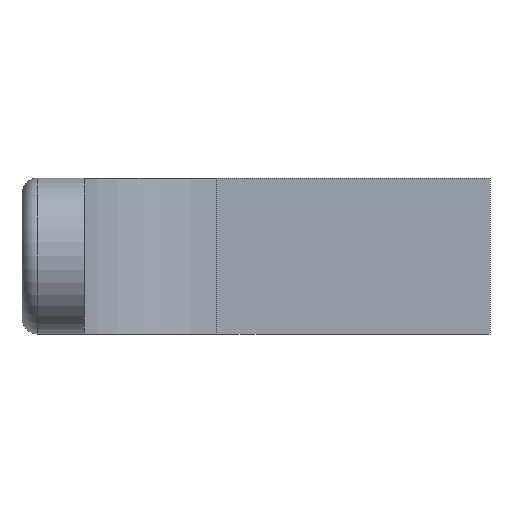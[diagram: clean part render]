
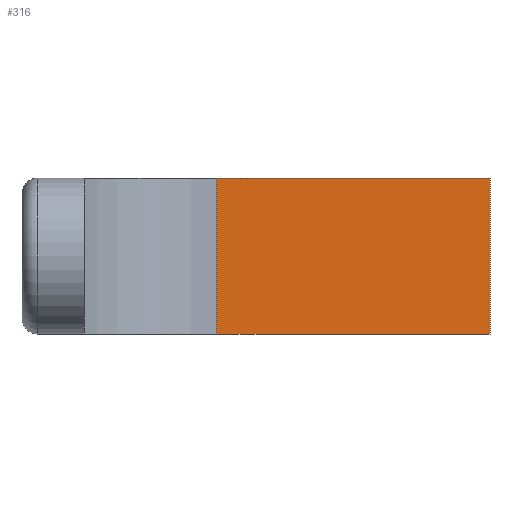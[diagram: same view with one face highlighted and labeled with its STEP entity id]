
A CAD part, left-side view. The second image highlights one B-rep face of the part: STEP entity #316.
In plain terms, the highlighted planar face has unit normal (-1, 0, 0).
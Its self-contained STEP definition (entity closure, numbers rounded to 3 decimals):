
#31=PLANE($,#351);
#49=FACE_OUTER_BOUND($,#72,.T.);
#72=EDGE_LOOP($,(#289,#290,#291,#292));
#88=LINE($,#486,#116);
#95=LINE($,#506,#123);
#99=LINE($,#531,#127);
#100=LINE($,#533,#128);
#116=VECTOR($,#387,35.);
#123=VECTOR($,#402,35.);
#127=VECTOR($,#440,20.);
#128=VECTOR($,#443,20.);
#155=VERTEX_POINT($,#483);
#156=VERTEX_POINT($,#485);
#164=VERTEX_POINT($,#503);
#165=VERTEX_POINT($,#505);
#188=EDGE_CURVE($,#155,#156,#88,.T.);
#198=EDGE_CURVE($,#165,#164,#95,.T.);
#209=EDGE_CURVE($,#164,#156,#99,.T.);
#210=EDGE_CURVE($,#165,#155,#100,.T.);
#289=ORIENTED_EDGE($,*,*,#210,.F.);
#290=ORIENTED_EDGE($,*,*,#198,.T.);
#291=ORIENTED_EDGE($,*,*,#209,.T.);
#292=ORIENTED_EDGE($,*,*,#188,.F.);
#316=ADVANCED_FACE($,(#49),#31,.T.);
#351=AXIS2_PLACEMENT_3D($,#534,#444,#445);
#387=DIRECTION($,(0.,1.,0.));
#402=DIRECTION($,(0.,1.,0.));
#440=DIRECTION($,(0.,0.,-1.));
#443=DIRECTION($,(0.,0.,-1.));
#444=DIRECTION('center_axis',(-1.,0.,0.));
#445=DIRECTION('ref_axis',(0.,0.,1.));
#483=CARTESIAN_POINT('',(-16.,0.,-10.));
#485=CARTESIAN_POINT('',(-16.,35.,-10.));
#486=CARTESIAN_POINT($,(-16.,0.,-10.));
#503=CARTESIAN_POINT('',(-16.,35.,10.));
#505=CARTESIAN_POINT('',(-16.,0.,10.));
#506=CARTESIAN_POINT($,(-16.,0.,10.));
#531=CARTESIAN_POINT($,(-16.,35.,10.));
#533=CARTESIAN_POINT($,(-16.,0.,10.));
#534=CARTESIAN_POINT('Origin',(-16.,0.,-10.));
